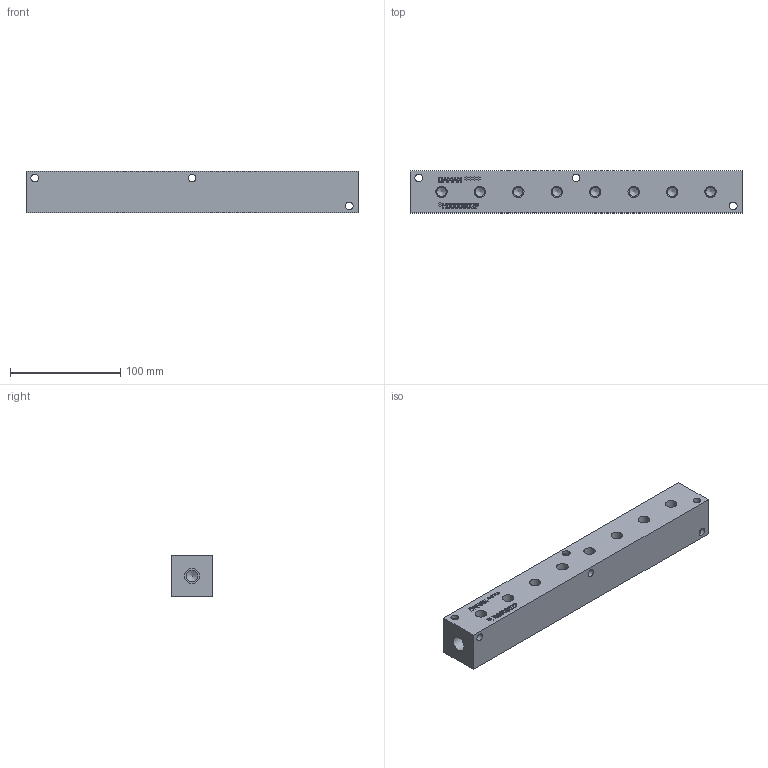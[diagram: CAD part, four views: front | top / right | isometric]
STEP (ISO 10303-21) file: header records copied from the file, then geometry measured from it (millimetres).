
FILE_DESCRIPTION(/* description */ (''),/* implementation_level */ '2;1');
FILE_NAME(/* name */ '_H0000802P.stp',/* time_stamp */ '2022-06-09T10:38:46-04:00',/* author */ ('bobbyh'),/* organization */ (''),/* preprocessor_version */ 'ST-DEVELOPER v18',/* originating_system */ 'Autodesk Inventor 2020',/* authorisation */ '');
FILE_SCHEMA (('AUTOMOTIVE_DESIGN { 1 0 10303 214 3 1 1 }'));
Length unit declared in the file: millimetre
Products named in the file (1): Part_+H0000802P_3D
Bounding box: 301.62 x 38.1 x 38.1 mm (x, y, z)
Volume: 419980.1 mm3; surface area: 56130.4 mm2
Topology: 1 solids, 1 shells, 363 faces, 989 edges, 662 vertices
Faces by surface type: plane 215, bspline 106, cylinder 32, cone 10
Full cylindrical faces by diameter (mm): 7.137 x12, 8.433 x8, 10.33 x8, 10.719 x2, 13.868 x2
Entity records: 12287 total; most frequent: CARTESIAN_POINT 3383, ORIENTED_EDGE 1958, DIRECTION 1383, EDGE_CURVE 979, LINE 667, VECTOR 667, VERTEX_POINT 662, EDGE_LOOP 425
